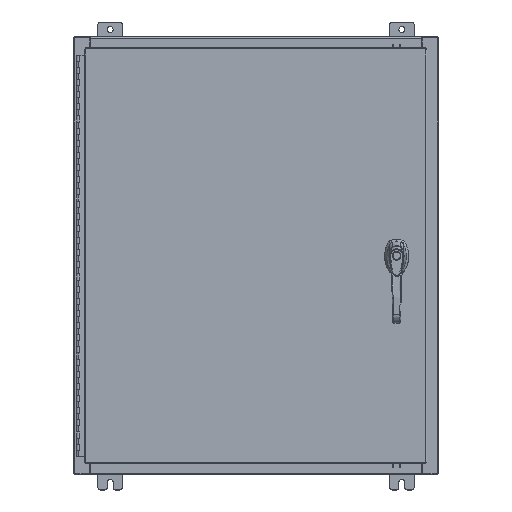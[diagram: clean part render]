
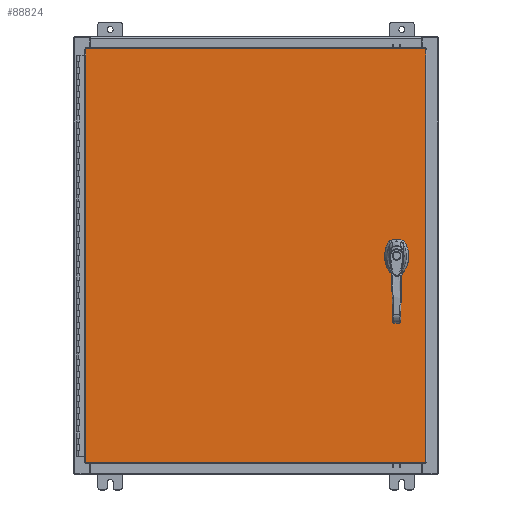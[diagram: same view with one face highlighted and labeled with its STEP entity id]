
A CAD part, top view. The second image highlights one B-rep face of the part: STEP entity #88824.
In plain terms, the highlighted planar face has unit normal (0, 0, 1).
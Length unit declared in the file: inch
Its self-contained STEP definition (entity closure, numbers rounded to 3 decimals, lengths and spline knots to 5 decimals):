
#101 = CARTESIAN_POINT ( 'NONE',  ( -13.9903, -17.0063, 0. ) ) ;
#2801 = ORIENTED_EDGE ( 'NONE', *, *, #82937, .F. ) ;
#3062 = PLANE ( 'NONE',  #40922 ) ;
#3569 = CARTESIAN_POINT ( 'NONE',  ( 11.4065, -1.338, 0. ) ) ;
#4039 = ORIENTED_EDGE ( 'NONE', *, *, #14749, .F. ) ;
#5224 = DIRECTION ( 'NONE',  ( 1., 0., 0. ) ) ;
#5484 = CARTESIAN_POINT ( 'NONE',  ( 11.578, 0., 0. ) ) ;
#6771 = CARTESIAN_POINT ( 'NONE',  ( 11.175, -0.20023, 0. ) ) ;
#6990 = VECTOR ( 'NONE', #113043, 39.37008 ) ;
#7612 = DIRECTION ( 'NONE',  ( 1., 0., 0. ) ) ;
#8977 = CIRCLE ( 'NONE', #25596, 0.45 ) ;
#9226 = DIRECTION ( 'NONE',  ( 0., 0., 1. ) ) ;
#10721 = LINE ( 'NONE', #98751, #111663 ) ;
#10820 = EDGE_LOOP ( 'NONE', ( #53845, #121947 ) ) ;
#13092 = LINE ( 'NONE', #19464, #60539 ) ;
#14749 = EDGE_CURVE ( 'NONE', #110195, #120676, #114139, .T. ) ;
#15015 = DIRECTION ( 'NONE',  ( 1., 0., 0. ) ) ;
#15056 = VERTEX_POINT ( 'NONE', #31587 ) ;
#17420 = AXIS2_PLACEMENT_3D ( 'NONE', #121280, #64417, #7612 ) ;
#18089 = EDGE_CURVE ( 'NONE', #88881, #45711, #110368, .T. ) ;
#19464 = CARTESIAN_POINT ( 'NONE',  ( 11.175, 0., 0. ) ) ;
#19575 = ORIENTED_EDGE ( 'NONE', *, *, #18089, .F. ) ;
#20585 = CARTESIAN_POINT ( 'NONE',  ( 11.578, 0., 0. ) ) ;
#20602 = LINE ( 'NONE', #50779, #118593 ) ;
#22411 = EDGE_CURVE ( 'NONE', #53439, #15056, #8977, .T. ) ;
#23699 = CARTESIAN_POINT ( 'NONE',  ( 0., 0., 0. ) ) ;
#25596 = AXIS2_PLACEMENT_3D ( 'NONE', #5484, #71797, #15015 ) ;
#25763 = ORIENTED_EDGE ( 'NONE', *, *, #61358, .T. ) ;
#26248 = CARTESIAN_POINT ( 'NONE',  ( 11.578, 0., 0. ) ) ;
#27351 = CARTESIAN_POINT ( 'NONE',  ( 11.77823, 0.403, 0. ) ) ;
#27573 = EDGE_CURVE ( 'NONE', #42274, #64205, #76693, .T. ) ;
#27776 = FACE_OUTER_BOUND ( 'NONE', #74747, .T. ) ;
#27990 = CARTESIAN_POINT ( 'NONE',  ( 11.578, -1.338, 0. ) ) ;
#28756 = AXIS2_PLACEMENT_3D ( 'NONE', #20585, #87004, #30158 ) ;
#30158 = DIRECTION ( 'NONE',  ( 1., 0., 0. ) ) ;
#31587 = CARTESIAN_POINT ( 'NONE',  ( 11.981, -0.20023, 0. ) ) ;
#32922 = CIRCLE ( 'NONE', #105986, 0.1715 ) ;
#35260 = VERTEX_POINT ( 'NONE', #51457 ) ;
#37190 = AXIS2_PLACEMENT_3D ( 'NONE', #66011, #9226, #75566 ) ;
#37236 = ORIENTED_EDGE ( 'NONE', *, *, #86985, .F. ) ;
#37432 = DIRECTION ( 'NONE',  ( 1., 0., 0. ) ) ;
#37491 = DIRECTION ( 'NONE',  ( 1., 0., 0. ) ) ;
#38500 = VERTEX_POINT ( 'NONE', #44830 ) ;
#40500 = LINE ( 'NONE', #52472, #110343 ) ;
#40922 = AXIS2_PLACEMENT_3D ( 'NONE', #23699, #99683, #42729 ) ;
#41824 = DIRECTION ( 'NONE',  ( -1., 0., 0. ) ) ;
#42274 = VERTEX_POINT ( 'NONE', #118347 ) ;
#42729 = DIRECTION ( 'NONE',  ( -1., 0., 0. ) ) ;
#42882 = EDGE_LOOP ( 'NONE', ( #63790, #43724, #97436, #4039, #2801, #104440, #37236, #19575 ) ) ;
#43724 = ORIENTED_EDGE ( 'NONE', *, *, #22411, .F. ) ;
#44830 = CARTESIAN_POINT ( 'NONE',  ( 13.9903, 17.0063, 0. ) ) ;
#45711 = VERTEX_POINT ( 'NONE', #27351 ) ;
#47643 = VERTEX_POINT ( 'NONE', #64557 ) ;
#49196 = VERTEX_POINT ( 'NONE', #83003 ) ;
#49841 = EDGE_CURVE ( 'NONE', #88881, #15056, #106676, .T. ) ;
#49978 = FACE_BOUND ( 'NONE', #42882, .T. ) ;
#50779 = CARTESIAN_POINT ( 'NONE',  ( 0., 0.403, 0. ) ) ;
#51457 = CARTESIAN_POINT ( 'NONE',  ( 11.37777, 0.403, 0. ) ) ;
#52472 = CARTESIAN_POINT ( 'NONE',  ( 0., -0.403, 0. ) ) ;
#53439 = VERTEX_POINT ( 'NONE', #86263 ) ;
#53845 = ORIENTED_EDGE ( 'NONE', *, *, #122471, .F. ) ;
#56182 = CARTESIAN_POINT ( 'NONE',  ( -13.9903, 17.0063, 0. ) ) ;
#58881 = CARTESIAN_POINT ( 'NONE',  ( 13.9903, -17.0063, 0. ) ) ;
#59812 = VECTOR ( 'NONE', #106223, 39.37008 ) ;
#60539 = VECTOR ( 'NONE', #94986, 39.37008 ) ;
#61358 = EDGE_CURVE ( 'NONE', #38500, #42274, #10721, .T. ) ;
#62812 = LINE ( 'NONE', #58881, #59812 ) ;
#63790 = ORIENTED_EDGE ( 'NONE', *, *, #49841, .T. ) ;
#64205 = VERTEX_POINT ( 'NONE', #103037 ) ;
#64417 = DIRECTION ( 'NONE',  ( 0., 0., 1. ) ) ;
#64557 = CARTESIAN_POINT ( 'NONE',  ( 13.9903, -17.0063, 0. ) ) ;
#66011 = CARTESIAN_POINT ( 'NONE',  ( 11.578, -1.338, 0. ) ) ;
#68175 = EDGE_CURVE ( 'NONE', #35260, #91763, #76133, .T. ) ;
#70590 = EDGE_CURVE ( 'NONE', #94973, #49196, #32922, .T. ) ;
#71797 = DIRECTION ( 'NONE',  ( 0., 0., 1. ) ) ;
#72456 = ORIENTED_EDGE ( 'NONE', *, *, #76120, .T. ) ;
#74747 = EDGE_LOOP ( 'NONE', ( #121518, #72456, #25763, #110373 ) ) ;
#75566 = DIRECTION ( 'NONE',  ( 1., 0., 0. ) ) ;
#76120 = EDGE_CURVE ( 'NONE', #47643, #38500, #62812, .T. ) ;
#76133 = CIRCLE ( 'NONE', #28756, 0.45 ) ;
#76693 = LINE ( 'NONE', #56182, #6990 ) ;
#79513 = CIRCLE ( 'NONE', #37190, 0.1715 ) ;
#82937 = EDGE_CURVE ( 'NONE', #91763, #110195, #13092, .T. ) ;
#83003 = CARTESIAN_POINT ( 'NONE',  ( 11.7495, -1.338, 0. ) ) ;
#86263 = CARTESIAN_POINT ( 'NONE',  ( 11.77823, -0.403, 0. ) ) ;
#86280 = EDGE_CURVE ( 'NONE', #64205, #47643, #118726, .T. ) ;
#86380 = CARTESIAN_POINT ( 'NONE',  ( 11.981, 0.20023, 0. ) ) ;
#86985 = EDGE_CURVE ( 'NONE', #45711, #35260, #20602, .T. ) ;
#87004 = DIRECTION ( 'NONE',  ( 0., 0., 1. ) ) ;
#88824 = ADVANCED_FACE ( 'NONE', ( #122803, #27776, #49978 ), #3062, .F. ) ;
#88881 = VERTEX_POINT ( 'NONE', #86380 ) ;
#90538 = VECTOR ( 'NONE', #104577, 39.37008 ) ;
#91763 = VERTEX_POINT ( 'NONE', #115954 ) ;
#94312 = DIRECTION ( 'NONE',  ( 0., 0., 1. ) ) ;
#94372 = DIRECTION ( 'NONE',  ( 0., 0., 1. ) ) ;
#94973 = VERTEX_POINT ( 'NONE', #3569 ) ;
#94986 = DIRECTION ( 'NONE',  ( 0., -1., 0. ) ) ;
#97436 = ORIENTED_EDGE ( 'NONE', *, *, #100165, .F. ) ;
#98751 = CARTESIAN_POINT ( 'NONE',  ( 13.9903, 17.0063, 0. ) ) ;
#99516 = CARTESIAN_POINT ( 'NONE',  ( 11.981, 0., 0. ) ) ;
#99683 = DIRECTION ( 'NONE',  ( 0., 0., -1. ) ) ;
#100165 = EDGE_CURVE ( 'NONE', #120676, #53439, #40500, .T. ) ;
#103037 = CARTESIAN_POINT ( 'NONE',  ( -13.9903, -17.0063, 0. ) ) ;
#104440 = ORIENTED_EDGE ( 'NONE', *, *, #68175, .F. ) ;
#104577 = DIRECTION ( 'NONE',  ( 1., 0., 0. ) ) ;
#105986 = AXIS2_PLACEMENT_3D ( 'NONE', #27990, #94372, #37491 ) ;
#106223 = DIRECTION ( 'NONE',  ( 0., 1., 0. ) ) ;
#106676 = LINE ( 'NONE', #99516, #110745 ) ;
#106963 = AXIS2_PLACEMENT_3D ( 'NONE', #26248, #94312, #37432 ) ;
#107437 = CARTESIAN_POINT ( 'NONE',  ( 11.37777, -0.403, 0. ) ) ;
#109013 = DIRECTION ( 'NONE',  ( 0., -1., 0. ) ) ;
#110195 = VERTEX_POINT ( 'NONE', #6771 ) ;
#110343 = VECTOR ( 'NONE', #5224, 39.37008 ) ;
#110368 = CIRCLE ( 'NONE', #17420, 0.45 ) ;
#110373 = ORIENTED_EDGE ( 'NONE', *, *, #27573, .T. ) ;
#110745 = VECTOR ( 'NONE', #109013, 39.37008 ) ;
#111663 = VECTOR ( 'NONE', #41824, 39.37008 ) ;
#113043 = DIRECTION ( 'NONE',  ( 0., -1., 0. ) ) ;
#114139 = CIRCLE ( 'NONE', #106963, 0.45 ) ;
#115954 = CARTESIAN_POINT ( 'NONE',  ( 11.175, 0.20023, 0. ) ) ;
#117205 = DIRECTION ( 'NONE',  ( -1., 0., 0. ) ) ;
#118347 = CARTESIAN_POINT ( 'NONE',  ( -13.9903, 17.0063, 0. ) ) ;
#118593 = VECTOR ( 'NONE', #117205, 39.37008 ) ;
#118726 = LINE ( 'NONE', #101, #90538 ) ;
#120676 = VERTEX_POINT ( 'NONE', #107437 ) ;
#121280 = CARTESIAN_POINT ( 'NONE',  ( 11.578, 0., 0. ) ) ;
#121518 = ORIENTED_EDGE ( 'NONE', *, *, #86280, .T. ) ;
#121947 = ORIENTED_EDGE ( 'NONE', *, *, #70590, .F. ) ;
#122471 = EDGE_CURVE ( 'NONE', #49196, #94973, #79513, .T. ) ;
#122803 = FACE_BOUND ( 'NONE', #10820, .T. ) ;
